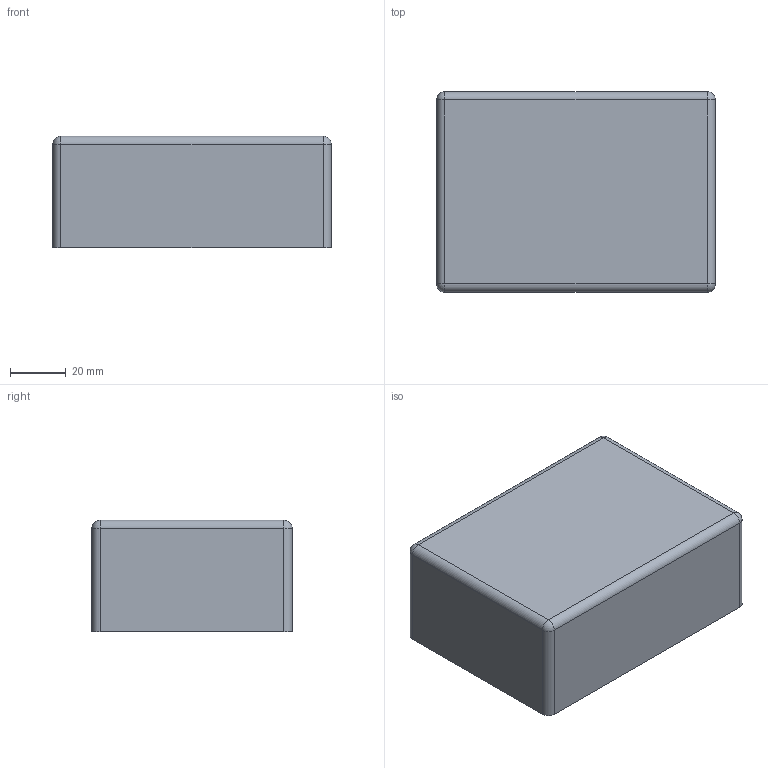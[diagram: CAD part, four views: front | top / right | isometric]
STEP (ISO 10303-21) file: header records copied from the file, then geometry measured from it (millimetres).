
FILE_DESCRIPTION(('FreeCAD Model'),'2;1');
FILE_NAME('Open CASCADE Shape Model','2024-07-02T20:14:08',('Author'),( ''),'Open CASCADE STEP processor 7.6','FreeCAD','Unknown');
FILE_SCHEMA(('AUTOMOTIVE_DESIGN { 1 0 10303 214 1 1 1 1 }'));
Length unit declared in the file: millimetre
Products named in the file (1): Top
Bounding box: 100 x 72 x 40 mm (x, y, z)
Volume: 42450.9 mm3; surface area: 46060.4 mm2
Topology: 1 solids, 1 shells, 172 faces, 452 edges, 292 vertices
Faces by surface type: plane 108, cylinder 48, sphere 12, cone 4
Full cylindrical faces by diameter (mm): 3 x8, 5 x4
Entity records: 5739 total; most frequent: DIRECTION 930, CARTESIAN_POINT 913, ORIENTED_EDGE 896, EDGE_CURVE 448, LINE 312, VECTOR 312, AXIS2_PLACEMENT_3D 309, VERTEX_POINT 292
